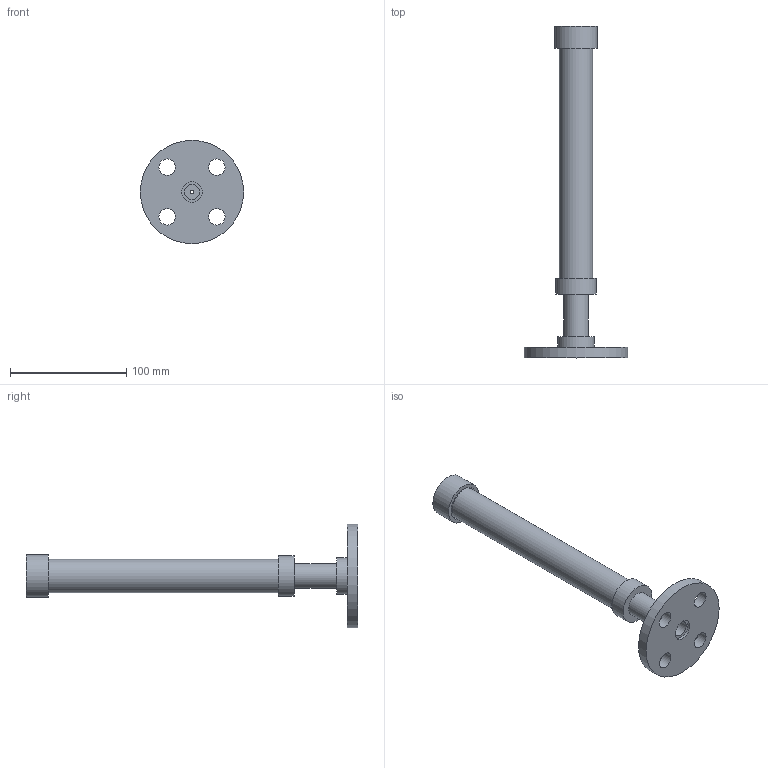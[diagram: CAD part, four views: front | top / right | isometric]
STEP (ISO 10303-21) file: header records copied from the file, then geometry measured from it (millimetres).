
FILE_DESCRIPTION((''),'2;1');
FILE_NAME('AC#3-100-F_R2.iam.stp','2016-10-13T14:12:51',(''),(''),'Autodesk Inventor 2009','Autodesk Inventor 2009','');
FILE_SCHEMA(('AUTOMOTIVE_DESIGN { 1 0 10303 214 1 1 1 1 }'));
Length unit declared in the file: inch
Products named in the file (7): AC#3-100-F_R2; SA-50FLG-PP_R0; FLG-50PP_R0; PIPE-50PP-SCH80; AC-2B-100-S; AC-100-TUBE; AC-DC-100_R1
Assembly tree (6 placements, depth 3):
  AC#3-100-F_R2
    SA-50FLG-PP_R0
      FLG-50PP_R0
      PIPE-50PP-SCH80
    AC-2B-100-S
    AC-100-TUBE
    AC-DC-100_R1
Bounding box: 88.9 x 285.75 x 88.9 mm (x, y, z)
Volume: 121707.2 mm3; surface area: 70628.5 mm2
Topology: 5 solids, 5 shells, 36 faces, 60 edges, 40 vertices
Faces by surface type: cylinder 18, plane 16, cone 1, bspline 1
Full cylindrical faces by diameter (mm): 13.36 x1, 14.224 x4, 17.475 x1, 17.857 x1, 21.336 x2, 25.527 x1, 25.654 x1, 27.432 x1, 28.575 x1, 30.48 x1, 31.242 x1, 35.052 x1, 36.83 x1, 88.9 x1
Entity records: 1025 total; most frequent: DIRECTION 176, CARTESIAN_POINT 146, AXIS2_PLACEMENT_3D 88, ORIENTED_EDGE 80, EDGE_LOOP 80, FACE_BOUND 44, VERTEX_POINT 40, CIRCLE 40
